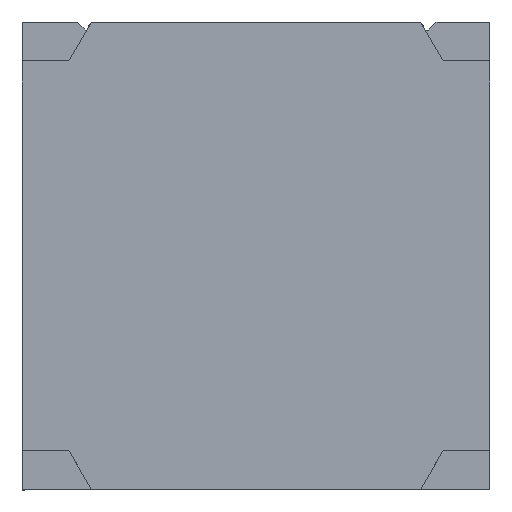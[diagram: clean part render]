
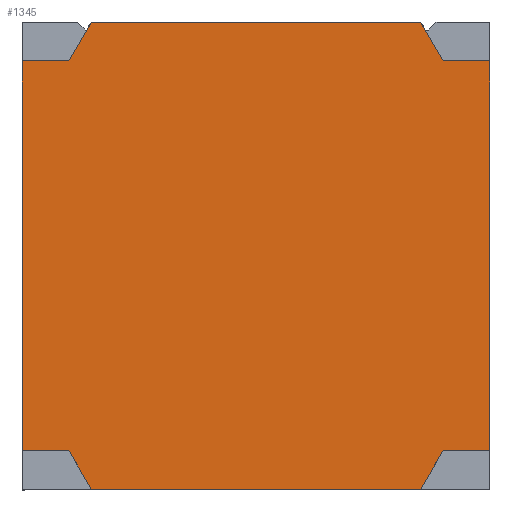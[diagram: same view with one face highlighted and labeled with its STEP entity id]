
A CAD part, top view. The second image highlights one B-rep face of the part: STEP entity #1345.
In plain terms, the highlighted planar face has unit normal (0, 0, 1).
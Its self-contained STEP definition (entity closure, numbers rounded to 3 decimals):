
#77=LINE('',#3213,#209);
#78=LINE('',#3216,#210);
#79=LINE('',#3218,#211);
#80=LINE('',#3220,#212);
#81=LINE('',#3222,#213);
#82=LINE('',#3224,#214);
#83=LINE('',#3226,#215);
#84=LINE('',#3228,#216);
#85=LINE('',#3230,#217);
#86=LINE('',#3232,#218);
#87=LINE('',#3234,#219);
#88=LINE('',#3236,#220);
#209=VECTOR('',#1671,1000.);
#210=VECTOR('',#1672,1000.);
#211=VECTOR('',#1673,1000.);
#212=VECTOR('',#1674,1000.);
#213=VECTOR('',#1675,1000.);
#214=VECTOR('',#1676,1000.);
#215=VECTOR('',#1677,1000.);
#216=VECTOR('',#1678,1000.);
#217=VECTOR('',#1679,1000.);
#218=VECTOR('',#1680,1000.);
#219=VECTOR('',#1681,1000.);
#220=VECTOR('',#1682,1000.);
#341=PLANE('',#1484);
#541=ORIENTED_EDGE('',*,*,#832,.F.);
#542=ORIENTED_EDGE('',*,*,#833,.F.);
#543=ORIENTED_EDGE('',*,*,#834,.F.);
#544=ORIENTED_EDGE('',*,*,#835,.F.);
#545=ORIENTED_EDGE('',*,*,#836,.F.);
#546=ORIENTED_EDGE('',*,*,#837,.F.);
#547=ORIENTED_EDGE('',*,*,#838,.F.);
#548=ORIENTED_EDGE('',*,*,#839,.F.);
#549=ORIENTED_EDGE('',*,*,#840,.F.);
#550=ORIENTED_EDGE('',*,*,#841,.F.);
#551=ORIENTED_EDGE('',*,*,#842,.F.);
#552=ORIENTED_EDGE('',*,*,#843,.F.);
#832=EDGE_CURVE('',#995,#996,#77,.T.);
#833=EDGE_CURVE('',#997,#995,#78,.T.);
#834=EDGE_CURVE('',#998,#997,#79,.T.);
#835=EDGE_CURVE('',#999,#998,#80,.T.);
#836=EDGE_CURVE('',#1000,#999,#81,.T.);
#837=EDGE_CURVE('',#1001,#1000,#82,.T.);
#838=EDGE_CURVE('',#1002,#1001,#83,.T.);
#839=EDGE_CURVE('',#1003,#1002,#84,.T.);
#840=EDGE_CURVE('',#1004,#1003,#85,.T.);
#841=EDGE_CURVE('',#1005,#1004,#86,.T.);
#842=EDGE_CURVE('',#1006,#1005,#87,.T.);
#843=EDGE_CURVE('',#996,#1006,#88,.T.);
#995=VERTEX_POINT('',#3214);
#996=VERTEX_POINT('',#3215);
#997=VERTEX_POINT('',#3217);
#998=VERTEX_POINT('',#3219);
#999=VERTEX_POINT('',#3221);
#1000=VERTEX_POINT('',#3223);
#1001=VERTEX_POINT('',#3225);
#1002=VERTEX_POINT('',#3227);
#1003=VERTEX_POINT('',#3229);
#1004=VERTEX_POINT('',#3231);
#1005=VERTEX_POINT('',#3233);
#1006=VERTEX_POINT('',#3235);
#1138=EDGE_LOOP('',(#541,#542,#543,#544,#545,#546,#547,#548,#549,#550,#551,
#552));
#1252=FACE_BOUND('',#1138,.T.);
#1345=ADVANCED_FACE('',(#1252),#341,.F.);
#1484=AXIS2_PLACEMENT_3D('',#3212,#1669,#1670);
#1669=DIRECTION('',(0.,0.,-1.));
#1670=DIRECTION('',(-1.,0.,0.));
#1671=DIRECTION('',(-1.,0.,0.));
#1672=DIRECTION('',(0.,-1.,0.));
#1673=DIRECTION('',(-0.866,-0.5,0.));
#1674=DIRECTION('',(0.,-1.,0.));
#1675=DIRECTION('',(0.866,-0.5,0.));
#1676=DIRECTION('',(0.,-1.,0.));
#1677=DIRECTION('',(1.,0.,0.));
#1678=DIRECTION('',(0.,1.,0.));
#1679=DIRECTION('',(0.866,0.5,0.));
#1680=DIRECTION('',(0.,1.,0.));
#1681=DIRECTION('',(-0.866,0.5,0.));
#1682=DIRECTION('',(0.,1.,0.));
#3212=CARTESIAN_POINT('',(0.,0.,0.75));
#3213=CARTESIAN_POINT('',(-1.25,-1.5,0.75));
#3214=CARTESIAN_POINT('',(1.25,-1.5,0.75));
#3215=CARTESIAN_POINT('',(-1.25,-1.5,0.75));
#3216=CARTESIAN_POINT('',(1.25,-1.5,0.75));
#3217=CARTESIAN_POINT('',(1.25,-1.2,0.75));
#3218=CARTESIAN_POINT('',(1.25,-1.2,0.75));
#3219=CARTESIAN_POINT('',(1.5,-1.056,0.75));
#3220=CARTESIAN_POINT('',(1.5,-1.056,0.75));
#3221=CARTESIAN_POINT('',(1.5,1.056,0.75));
#3222=CARTESIAN_POINT('',(1.25,1.2,0.75));
#3223=CARTESIAN_POINT('',(1.25,1.2,0.75));
#3224=CARTESIAN_POINT('',(1.25,1.5,0.75));
#3225=CARTESIAN_POINT('',(1.25,1.5,0.75));
#3226=CARTESIAN_POINT('',(1.25,1.5,0.75));
#3227=CARTESIAN_POINT('',(-1.25,1.5,0.75));
#3228=CARTESIAN_POINT('',(-1.25,1.5,0.75));
#3229=CARTESIAN_POINT('',(-1.25,1.2,0.75));
#3230=CARTESIAN_POINT('',(-1.25,1.2,0.75));
#3231=CARTESIAN_POINT('',(-1.5,1.056,0.75));
#3232=CARTESIAN_POINT('',(-1.5,1.056,0.75));
#3233=CARTESIAN_POINT('',(-1.5,-1.056,0.75));
#3234=CARTESIAN_POINT('',(-1.25,-1.2,0.75));
#3235=CARTESIAN_POINT('',(-1.25,-1.2,0.75));
#3236=CARTESIAN_POINT('',(-1.25,-1.5,0.75));
